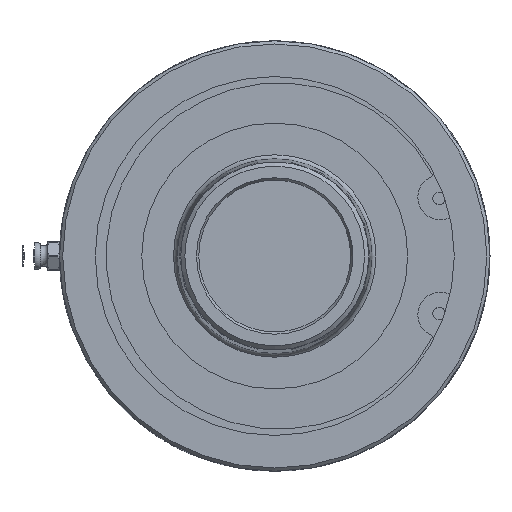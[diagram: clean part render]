
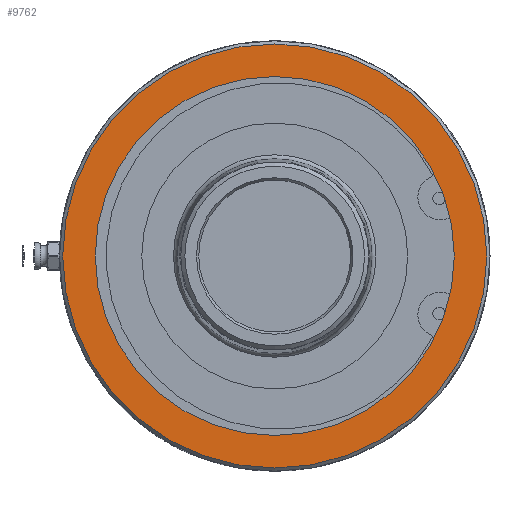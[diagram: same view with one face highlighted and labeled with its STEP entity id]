
A CAD part, left-side view. The second image highlights one B-rep face of the part: STEP entity #9762.
In plain terms, the highlighted planar face has unit normal (-1, 0, 0).
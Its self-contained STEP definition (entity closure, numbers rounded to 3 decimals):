
#501=PLANE('',#10507);
#563=FACE_BOUND('',#2137,.T.);
#1541=FACE_OUTER_BOUND('',#2136,.T.);
#2136=EDGE_LOOP('',(#8649));
#2137=EDGE_LOOP('',(#8650,#8651));
#2583=CIRCLE('',#10505,53.2);
#2584=CIRCLE('',#10508,45.035);
#2585=CIRCLE('',#10509,45.035);
#4515=VERTEX_POINT('',#26619);
#4516=VERTEX_POINT('',#26624);
#4517=VERTEX_POINT('',#26625);
#5915=EDGE_CURVE('',#4515,#4515,#2583,.T.);
#5916=EDGE_CURVE('',#4516,#4517,#2584,.T.);
#5917=EDGE_CURVE('',#4517,#4516,#2585,.T.);
#8649=ORIENTED_EDGE('',*,*,#5915,.F.);
#8650=ORIENTED_EDGE('',*,*,#5916,.T.);
#8651=ORIENTED_EDGE('',*,*,#5917,.T.);
#9762=ADVANCED_FACE('',(#1541,#563),#501,.F.);
#10505=AXIS2_PLACEMENT_3D('',#26621,#12378,#12379);
#10507=AXIS2_PLACEMENT_3D('',#26623,#12382,#12383);
#10508=AXIS2_PLACEMENT_3D('',#26626,#12384,#12385);
#10509=AXIS2_PLACEMENT_3D('',#26627,#12386,#12387);
#12378=DIRECTION('center_axis',(1.,0.,0.));
#12379=DIRECTION('ref_axis',(0.,-1.,0.));
#12382=DIRECTION('center_axis',(1.,0.,0.));
#12383=DIRECTION('ref_axis',(0.,0.,-1.));
#12384=DIRECTION('center_axis',(1.,0.,0.));
#12385=DIRECTION('ref_axis',(0.,1.,0.));
#12386=DIRECTION('center_axis',(1.,0.,0.));
#12387=DIRECTION('ref_axis',(0.,1.,0.));
#26619=CARTESIAN_POINT('',(2.,53.2,0.));
#26621=CARTESIAN_POINT('Origin',(2.,0.,0.));
#26623=CARTESIAN_POINT('Origin',(2.,27.,0.));
#26624=CARTESIAN_POINT('',(2.,45.035,0.));
#26625=CARTESIAN_POINT('',(2.,-45.035,0.));
#26626=CARTESIAN_POINT('Origin',(2.,0.,0.));
#26627=CARTESIAN_POINT('Origin',(2.,0.,0.));
